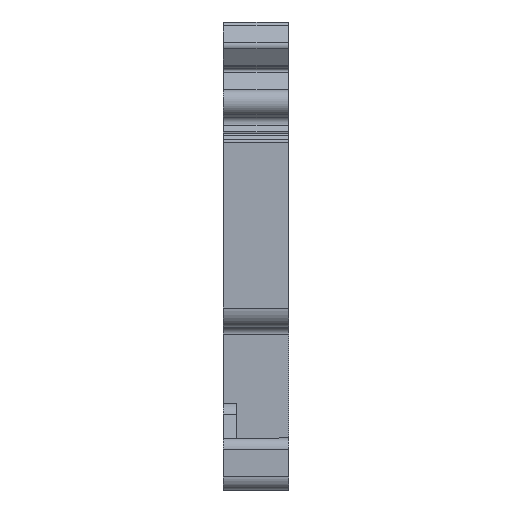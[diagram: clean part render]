
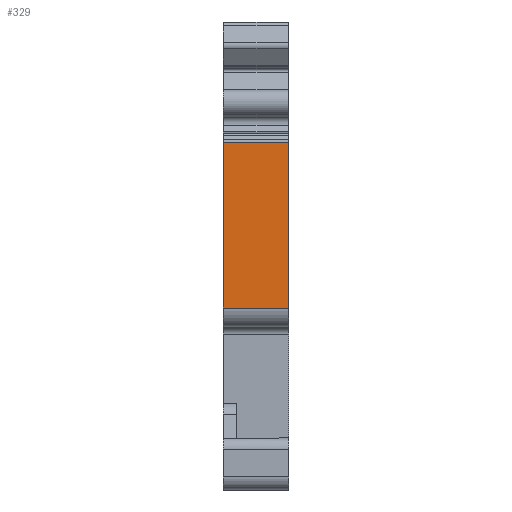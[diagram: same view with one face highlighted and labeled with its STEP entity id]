
A CAD part, left-side view. The second image highlights one B-rep face of the part: STEP entity #329.
In plain terms, the highlighted planar face has unit normal (-1, 0, 0).
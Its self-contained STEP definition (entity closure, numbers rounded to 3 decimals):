
#329 = ADVANCED_FACE( '', ( #830 ), #831, .T. );
#830 = FACE_OUTER_BOUND( '', #1510, .T. );
#831 = PLANE( '', #1511 );
#1510 = EDGE_LOOP( '', ( #2408, #2409, #2410, #2411 ) );
#1511 = AXIS2_PLACEMENT_3D( '', #2412, #2413, #2414 );
#2408 = ORIENTED_EDGE( '', *, *, #4417, .F. );
#2409 = ORIENTED_EDGE( '', *, *, #4418, .F. );
#2410 = ORIENTED_EDGE( '', *, *, #4419, .T. );
#2411 = ORIENTED_EDGE( '', *, *, #4420, .T. );
#2412 = CARTESIAN_POINT( '', ( -44.9, 5., 8.729 ) );
#2413 = DIRECTION( '', ( -1., 0., 0. ) );
#2414 = DIRECTION( '', ( 0., 0., 1. ) );
#4417 = EDGE_CURVE( '', #5429, #5430, #5431, .T. );
#4418 = EDGE_CURVE( '', #5432, #5429, #5433, .T. );
#4419 = EDGE_CURVE( '', #5432, #5434, #5435, .T. );
#4420 = EDGE_CURVE( '', #5434, #5430, #5436, .T. );
#5429 = VERTEX_POINT( '', #6824 );
#5430 = VERTEX_POINT( '', #6825 );
#5431 = LINE( '', #6826, #6827 );
#5432 = VERTEX_POINT( '', #6828 );
#5433 = LINE( '', #6829, #6830 );
#5434 = VERTEX_POINT( '', #6831 );
#5435 = LINE( '', #6832, #6833 );
#5436 = LINE( '', #6834, #6835 );
#6824 = CARTESIAN_POINT( '', ( -44.9, 0., 8.729 ) );
#6825 = CARTESIAN_POINT( '', ( -44.9, 0., -4. ) );
#6826 = CARTESIAN_POINT( '', ( -44.9, 0., 8.729 ) );
#6827 = VECTOR( '', #8306, 1000. );
#6828 = CARTESIAN_POINT( '', ( -44.9, 5., 8.729 ) );
#6829 = CARTESIAN_POINT( '', ( -44.9, 5., 8.729 ) );
#6830 = VECTOR( '', #8307, 1000. );
#6831 = CARTESIAN_POINT( '', ( -44.9, 5., -4. ) );
#6832 = CARTESIAN_POINT( '', ( -44.9, 5., 8.729 ) );
#6833 = VECTOR( '', #8308, 1000. );
#6834 = CARTESIAN_POINT( '', ( -44.9, 5., -4. ) );
#6835 = VECTOR( '', #8309, 1000. );
#8306 = DIRECTION( '', ( 0., 0., -1. ) );
#8307 = DIRECTION( '', ( 0., -1., 0. ) );
#8308 = DIRECTION( '', ( 0., 0., -1. ) );
#8309 = DIRECTION( '', ( 0., -1., 0. ) );
